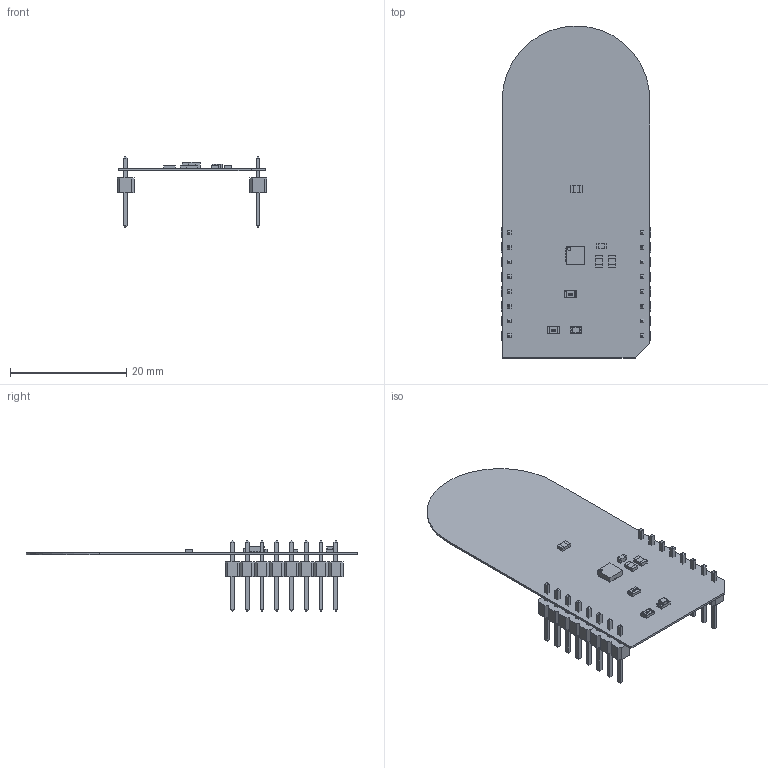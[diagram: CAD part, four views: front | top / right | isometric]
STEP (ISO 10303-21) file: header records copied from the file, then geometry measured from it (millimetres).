
FILE_DESCRIPTION(('Open CASCADE Model'),'2;1');
FILE_NAME('Open CASCADE Shape Model','2018-09-19T11:30:41',('Author'),( 'Open CASCADE'),'Open CASCADE STEP processor 6.8','Open CASCADE 6.8' ,'Unknown');
FILE_SCHEMA(('AUTOMOTIVE_DESIGN { 1 0 10303 214 1 1 1 1 }'));
Length unit declared in the file: millimetre
Products named in the file (43): PCB; Board; R1; User_Library-R_0805; U1; 872520400; Cylinder; 815684280; Extruded; 815684416; 815684552; 815684688; 815684824; 815684960; 815685096; MBD; 872513360; User_Library-PinHeaderX3_PinHeader_Body_1; User_Library-PinHeaderX3_PinHeader_Pins_1; 872513616; 872513744; User_Library-PinHeaderX5-1_PinHeaderX5_Pins_1; User_Library-PinHeaderX5-1_PinHeaderX5_Body_1; 872513872; LD1; led_0805_green; MODE_SEL; C4; User_Library-SMD_CAPACITOR0805; C3; User_Library-SMD_CAPACITOR0603; C2; C1
Assembly tree (50 placements, depth 4):
  PCB
    Board
    R1
      User_Library-R_0805
    U1
      872520400
        Cylinder
      815684280
        Extruded
      815684416
        Extruded
      815684552  x6
        Extruded
      815684688
        Extruded
      815684824
        Extruded
      815684960
        Extruded
      815685096
        Extruded
    MBD
      872513360
        User_Library-PinHeaderX3_PinHeader_Body_1
        User_Library-PinHeaderX3_PinHeader_Pins_1
      872513616
        User_Library-PinHeaderX3_PinHeader_Body_1
        User_Library-PinHeaderX3_PinHeader_Pins_1
      872513744
        User_Library-PinHeaderX5-1_PinHeaderX5_Pins_1
        User_Library-PinHeaderX5-1_PinHeaderX5_Body_1
      872513872
        User_Library-PinHeaderX5-1_PinHeaderX5_Pins_1
        User_Library-PinHeaderX5-1_PinHeaderX5_Body_1
    LD1
      led_0805_green
    MODE_SEL
      User_Library-R_0805
    C4
      User_Library-SMD_CAPACITOR0805
    C3
      User_Library-SMD_CAPACITOR0603
    C2
      User_Library-SMD_CAPACITOR0805
    C1
      User_Library-SMD_CAPACITOR0805
Bounding box: 25.79 x 57.13 x 12.19 mm (x, y, z)
Volume: 867.7 mm3; surface area: 3983.1 mm2
Topology: 35 solids, 35 shells, 869 faces, 2119 edges, 1310 vertices
Faces by surface type: plane 672, bspline 84, cylinder 77, sphere 36
Full cylindrical faces by diameter (mm): 0.5 x1
Entity records: 26284 total; most frequent: CARTESIAN_POINT 6003, ORIENTED_EDGE 3224, DIRECTION 2964, EDGE_CURVE 1612, LINE 1434, VECTOR 1434, VERTEX_POINT 1012, AXIS2_PLACEMENT_3D 765
